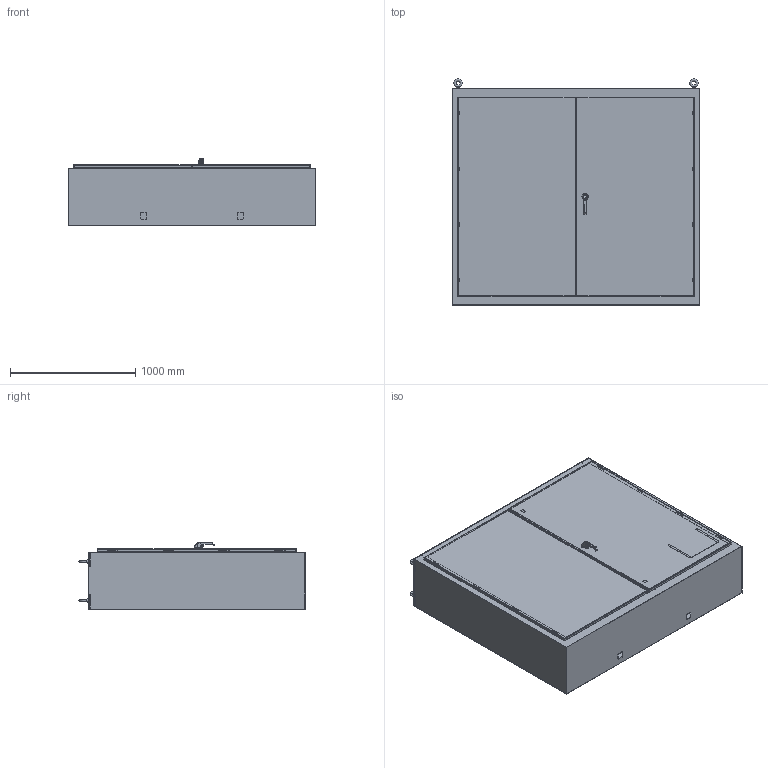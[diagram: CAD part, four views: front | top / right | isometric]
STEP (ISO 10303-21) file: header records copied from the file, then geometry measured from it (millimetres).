
FILE_DESCRIPTION (( 'STEP AP214' ), '1' );
FILE_NAME ('SCE-N68LU7818.STEP', '2024-05-11T11:51:47', ( '' ), ( '' ), 'SwSTEP 2.0', 'SolidWorks 2023', '' );
FILE_SCHEMA (( 'AUTOMOTIVE_DESIGN' ));
Length unit declared in the file: inch
Products named in the file (1): SCE-N68LU7818
Bounding box: 1974.85 x 1801.95 x 534.57 mm (x, y, z)
Volume: 29575660.7 mm3; surface area: 22329868.5 mm2
Topology: 34 solids, 42 shells, 5109 faces, 13320 edges, 8411 vertices
Faces by surface type: plane 2418, cylinder 1687, torus 425, bspline 338, cone 145, sphere 96
Full cylindrical faces by diameter (mm): 1.016 x8, 3.978 x8, 4.318 x40, 4.978 x32, 5.016 x2, 5.207 x16, 5.232 x16, 5.537 x8, 6.096 x16, 6.198 x16, 6.35 x17, 9.525 x18, 10.323 x16, 11.113 x12, 14.805 x2, 15.24 x4, 16 x1, 16.392 x10, 16.393 x2, 29.8 x4
Entity records: 215917 total; most frequent: CARTESIAN_POINT 96218, ORIENTED_EDGE 25182, DIRECTION 23660, EDGE_CURVE 12591, AXIS2_PLACEMENT_3D 8472, VERTEX_POINT 8133, VECTOR 6716, LINE 6716
